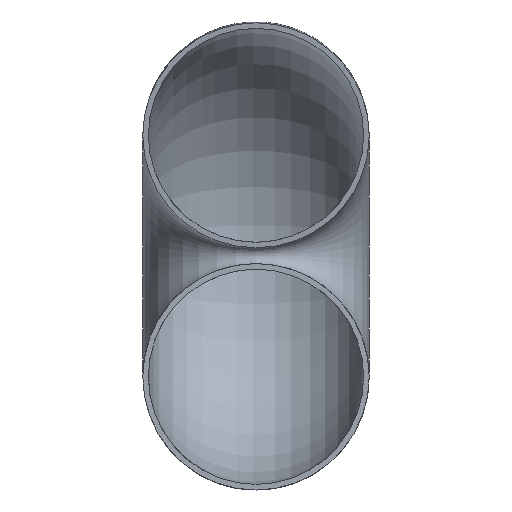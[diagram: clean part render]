
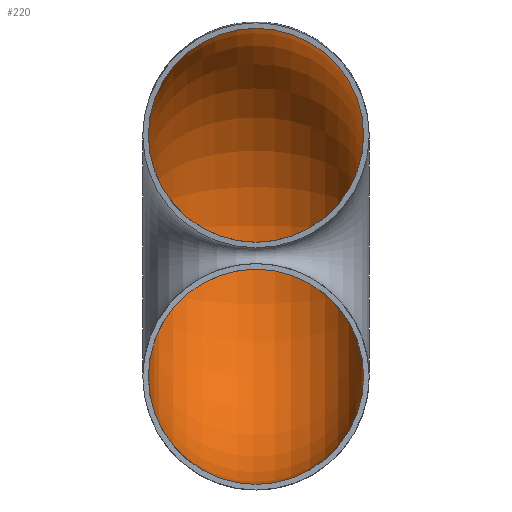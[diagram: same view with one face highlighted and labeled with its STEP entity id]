
A CAD part, front view. The second image highlights one B-rep face of the part: STEP entity #220.
In plain terms, the highlighted toroidal (fillet/blend) face has major radius 16.315 mm and minor radius 14.5 mm.
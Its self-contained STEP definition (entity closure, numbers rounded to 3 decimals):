
#19=TOROIDAL_SURFACE('',#253,16.315,14.5);
#44=FACE_OUTER_BOUND('',#56,.T.);
#56=EDGE_LOOP('',(#166,#167,#168,#169,#170,#171,#172));
#71=CIRCLE('',#251,14.5);
#72=CIRCLE('',#252,14.5);
#73=CIRCLE('',#254,1.815);
#74=CIRCLE('',#255,14.5);
#75=CIRCLE('',#256,14.5);
#89=B_SPLINE_CURVE_WITH_KNOTS('',3,(#427,#428,#429,#430,#431,#432,#433,
#434,#435,#436,#437,#438,#439,#440,#441,#442,#443,#444,#445,#446,#447,#448),
 .UNSPECIFIED.,.F.,.F.,(4,2,2,2,2,2,2,2,2,2,4),(-0.028,0.,
0.558,1.124,1.691,2.257,2.823,
3.39,3.956,4.514,4.542),
 .UNSPECIFIED.);
#101=VERTEX_POINT('',#415);
#102=VERTEX_POINT('',#416);
#103=VERTEX_POINT('',#418);
#104=VERTEX_POINT('',#422);
#105=VERTEX_POINT('',#424);
#128=EDGE_CURVE('',#103,#102,#71,.T.);
#129=EDGE_CURVE('',#101,#103,#72,.T.);
#130=EDGE_CURVE('',#103,#104,#73,.T.);
#131=EDGE_CURVE('',#105,#104,#74,.T.);
#132=EDGE_CURVE('',#104,#105,#75,.T.);
#133=EDGE_CURVE('',#102,#101,#89,.T.);
#166=ORIENTED_EDGE('',*,*,#129,.T.);
#167=ORIENTED_EDGE('',*,*,#130,.T.);
#168=ORIENTED_EDGE('',*,*,#131,.F.);
#169=ORIENTED_EDGE('',*,*,#132,.F.);
#170=ORIENTED_EDGE('',*,*,#130,.F.);
#171=ORIENTED_EDGE('',*,*,#128,.T.);
#172=ORIENTED_EDGE('',*,*,#133,.T.);
#220=ADVANCED_FACE('',(#44),#19,.F.);
#251=AXIS2_PLACEMENT_3D('',#419,#297,#298);
#252=AXIS2_PLACEMENT_3D('',#420,#299,#300);
#253=AXIS2_PLACEMENT_3D('',#421,#301,#302);
#254=AXIS2_PLACEMENT_3D('',#423,#303,#304);
#255=AXIS2_PLACEMENT_3D('',#425,#305,#306);
#256=AXIS2_PLACEMENT_3D('',#426,#307,#308);
#297=DIRECTION('center_axis',(0.,-1.,0.019));
#298=DIRECTION('ref_axis',(1.,0.,0.));
#299=DIRECTION('center_axis',(0.,-1.,0.019));
#300=DIRECTION('ref_axis',(1.,0.,0.));
#301=DIRECTION('center_axis',(1.,0.,0.));
#302=DIRECTION('ref_axis',(0.,0.999,0.046));
#303=DIRECTION('center_axis',(1.,0.,0.));
#304=DIRECTION('ref_axis',(0.,0.999,0.046));
#305=DIRECTION('center_axis',(0.,0.994,0.111));
#306=DIRECTION('ref_axis',(0.,-0.111,0.994));
#307=DIRECTION('center_axis',(0.,0.994,0.111));
#308=DIRECTION('ref_axis',(0.,-0.111,0.994));
#415=CARTESIAN_POINT('',(14.5,90.,0.));
#416=CARTESIAN_POINT('',(-14.5,90.,0.));
#418=CARTESIAN_POINT('',(0.,90.269,14.498));
#419=CARTESIAN_POINT('Origin',(0.,90.,0.));
#420=CARTESIAN_POINT('Origin',(0.,90.,0.));
#421=CARTESIAN_POINT('Origin',(0.,90.302,16.312));
#422=CARTESIAN_POINT('',(0.,90.102,18.115));
#423=CARTESIAN_POINT('Origin',(0.,90.302,16.312));
#424=CARTESIAN_POINT('',(-14.5,88.499,32.526));
#425=CARTESIAN_POINT('Origin',(0.,88.499,32.526));
#426=CARTESIAN_POINT('Origin',(0.,88.499,32.526));
#427=CARTESIAN_POINT('Ctrl Pts',(-14.5,90.,0.));
#428=CARTESIAN_POINT('Ctrl Pts',(-14.5,89.999,-0.092));
#429=CARTESIAN_POINT('Ctrl Pts',(-14.499,89.998,-0.185));
#430=CARTESIAN_POINT('Ctrl Pts',(-14.462,89.98,-2.136));
#431=CARTESIAN_POINT('Ctrl Pts',(-14.069,89.965,-3.971));
#432=CARTESIAN_POINT('Ctrl Pts',(-12.601,89.937,-7.418));
#433=CARTESIAN_POINT('Ctrl Pts',(-11.529,89.926,-8.994));
#434=CARTESIAN_POINT('Ctrl Pts',(-8.841,89.906,-11.647));
#435=CARTESIAN_POINT('Ctrl Pts',(-7.251,89.899,-12.698));
#436=CARTESIAN_POINT('Ctrl Pts',(-3.758,89.889,-14.131));
#437=CARTESIAN_POINT('Ctrl Pts',(-1.888,89.887,-14.5));
#438=CARTESIAN_POINT('Ctrl Pts',(1.888,89.887,-14.5));
#439=CARTESIAN_POINT('Ctrl Pts',(3.758,89.889,-14.131));
#440=CARTESIAN_POINT('Ctrl Pts',(7.251,89.899,-12.698));
#441=CARTESIAN_POINT('Ctrl Pts',(8.841,89.906,-11.647));
#442=CARTESIAN_POINT('Ctrl Pts',(11.529,89.926,-8.994));
#443=CARTESIAN_POINT('Ctrl Pts',(12.601,89.937,-7.418));
#444=CARTESIAN_POINT('Ctrl Pts',(14.069,89.965,-3.971));
#445=CARTESIAN_POINT('Ctrl Pts',(14.462,89.98,-2.136));
#446=CARTESIAN_POINT('Ctrl Pts',(14.499,89.998,-0.185));
#447=CARTESIAN_POINT('Ctrl Pts',(14.5,89.999,-0.092));
#448=CARTESIAN_POINT('Ctrl Pts',(14.5,90.,0.));
